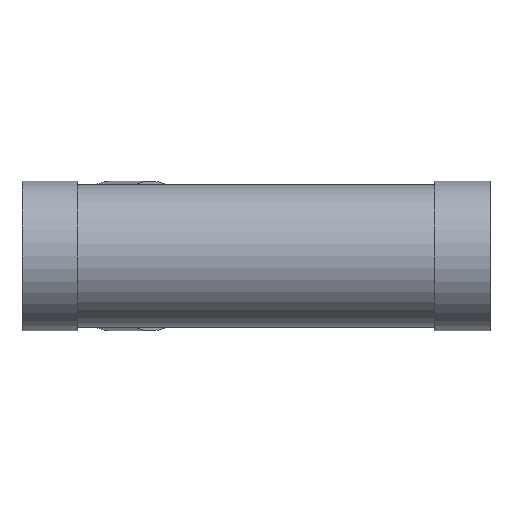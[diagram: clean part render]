
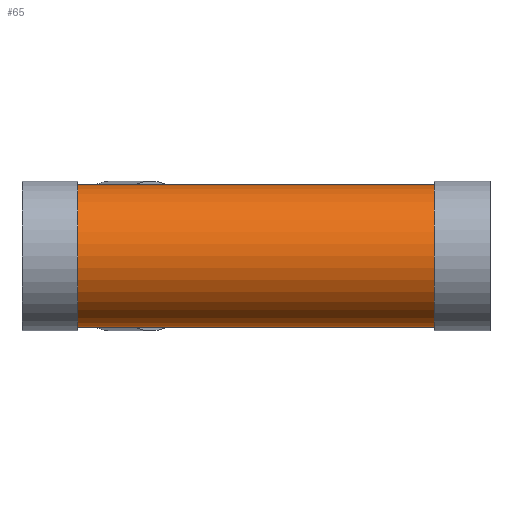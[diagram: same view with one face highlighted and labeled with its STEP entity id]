
A CAD part, front view. The second image highlights one B-rep face of the part: STEP entity #65.
In plain terms, the highlighted cylindrical face has radius 55 mm (diameter 110 mm), a full revolution.
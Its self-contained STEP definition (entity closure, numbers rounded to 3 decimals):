
#65 = ADVANCED_FACE( '', ( #143, #144, #145 ), #146, .T. );
#143 = FACE_OUTER_BOUND( '', #228, .T. );
#144 = FACE_BOUND( '', #229, .T. );
#145 = FACE_OUTER_BOUND( '', #230, .T. );
#146 = CYLINDRICAL_SURFACE( '', #231, 55. );
#228 = EDGE_LOOP( '', ( #331 ) );
#229 = EDGE_LOOP( '', ( #332, #333 ) );
#230 = EDGE_LOOP( '', ( #334 ) );
#231 = AXIS2_PLACEMENT_3D( '', #335, #336, #337 );
#331 = ORIENTED_EDGE( '', *, *, #411, .T. );
#332 = ORIENTED_EDGE( '', *, *, #394, .F. );
#333 = ORIENTED_EDGE( '', *, *, #395, .F. );
#334 = ORIENTED_EDGE( '', *, *, #412, .F. );
#335 = CARTESIAN_POINT( '', ( 181., 0., 0. ) );
#336 = DIRECTION( '', ( -1., 0., 0. ) );
#337 = DIRECTION( '', ( 0., 0., -1. ) );
#394 = EDGE_CURVE( '', #443, #444, #445, .F. );
#395 = EDGE_CURVE( '', #444, #443, #446, .F. );
#411 = EDGE_CURVE( '', #470, #470, #471, .T. );
#412 = EDGE_CURVE( '', #472, #472, #473, .T. );
#443 = VERTEX_POINT( '', #506 );
#444 = VERTEX_POINT( '', #507 );
#445 = ELLIPSE( '', #508, 143.722, 55. );
#446 = ELLIPSE( '', #509, 59.532, 55. );
#470 = VERTEX_POINT( '', #533 );
#471 = CIRCLE( '', #534, 55. );
#472 = VERTEX_POINT( '', #535 );
#473 = CIRCLE( '', #536, 55. );
#506 = CARTESIAN_POINT( '', ( 55., 0., -55. ) );
#507 = CARTESIAN_POINT( '', ( 55., 0., 55. ) );
#508 = AXIS2_PLACEMENT_3D( '', #572, #573, #574 );
#509 = AXIS2_PLACEMENT_3D( '', #575, #576, #577 );
#533 = CARTESIAN_POINT( '', ( -138., 0., -55. ) );
#534 = AXIS2_PLACEMENT_3D( '', #602, #603, #604 );
#535 = CARTESIAN_POINT( '', ( 138., 0., -55. ) );
#536 = AXIS2_PLACEMENT_3D( '', #605, #606, #607 );
#572 = CARTESIAN_POINT( '', ( 55., 0., 0. ) );
#573 = DIRECTION( '', ( -0.383, -0.924, 0. ) );
#574 = DIRECTION( '', ( 0.924, -0.383, 0. ) );
#575 = CARTESIAN_POINT( '', ( 55., 0., 0. ) );
#576 = DIRECTION( '', ( 0.924, -0.383, 0. ) );
#577 = DIRECTION( '', ( -0.383, -0.924, 0. ) );
#602 = CARTESIAN_POINT( '', ( -138., 0., 0. ) );
#603 = DIRECTION( '', ( 1., 0., 0. ) );
#604 = DIRECTION( '', ( 0., 0., -1. ) );
#605 = CARTESIAN_POINT( '', ( 138., 0., 0. ) );
#606 = DIRECTION( '', ( 1., 0., 0. ) );
#607 = DIRECTION( '', ( 0., 0., -1. ) );
